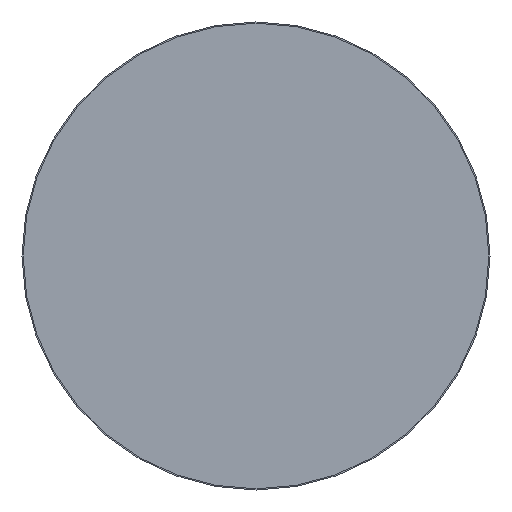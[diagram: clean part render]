
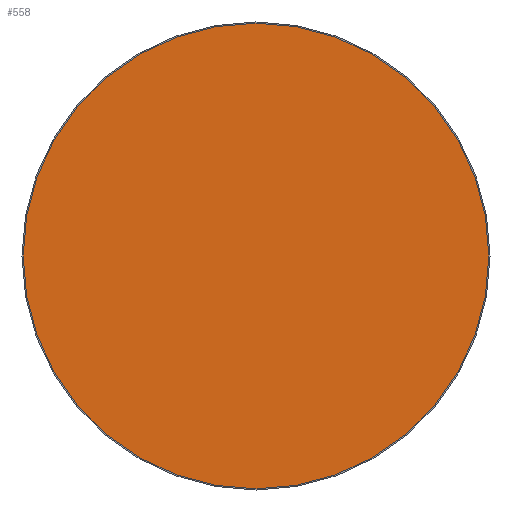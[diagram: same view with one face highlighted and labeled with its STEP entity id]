
A CAD part, front view. The second image highlights one B-rep face of the part: STEP entity #558.
In plain terms, the highlighted face is planar.
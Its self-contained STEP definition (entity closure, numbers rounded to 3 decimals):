
#36 = ORIENTED_EDGE ( 'NONE', *, *, #62, .T. ) ;
#50 = CIRCLE ( 'NONE', #566, 49.75 ) ;
#58 = DIRECTION ( 'NONE',  ( 0., 1., 0. ) ) ;
#62 = EDGE_CURVE ( 'NONE', #78, #493, #50, .T. ) ;
#65 = CIRCLE ( 'NONE', #591, 49.75 ) ;
#66 = DIRECTION ( 'NONE',  ( 0., 0., 1. ) ) ;
#73 = DIRECTION ( 'NONE',  ( 0., 1., 0. ) ) ;
#75 = CARTESIAN_POINT ( 'NONE',  ( 0., 0., 0. ) ) ;
#78 = VERTEX_POINT ( 'NONE', #551 ) ;
#105 = EDGE_LOOP ( 'NONE', ( #36, #189 ) ) ;
#130 = DIRECTION ( 'NONE',  ( 0., 0., 1. ) ) ;
#145 = EDGE_CURVE ( 'NONE', #493, #78, #65, .T. ) ;
#189 = ORIENTED_EDGE ( 'NONE', *, *, #145, .T. ) ;
#227 = AXIS2_PLACEMENT_3D ( 'NONE', #365, #264, #541 ) ;
#264 = DIRECTION ( 'NONE',  ( 0., 1., 0. ) ) ;
#283 = CARTESIAN_POINT ( 'NONE',  ( 0., 0., -49.75 ) ) ;
#343 = CARTESIAN_POINT ( 'NONE',  ( 0., 0., 0. ) ) ;
#365 = CARTESIAN_POINT ( 'NONE',  ( 0., 0., 0. ) ) ;
#380 = FACE_OUTER_BOUND ( 'NONE', #105, .T. ) ;
#432 = PLANE ( 'NONE',  #227 ) ;
#493 = VERTEX_POINT ( 'NONE', #283 ) ;
#541 = DIRECTION ( 'NONE',  ( 0., 0., 1. ) ) ;
#551 = CARTESIAN_POINT ( 'NONE',  ( 0., 0., 49.75 ) ) ;
#558 = ADVANCED_FACE ( 'NONE', ( #380 ), #432, .T. ) ;
#566 = AXIS2_PLACEMENT_3D ( 'NONE', #75, #73, #130 ) ;
#591 = AXIS2_PLACEMENT_3D ( 'NONE', #343, #58, #66 ) ;
